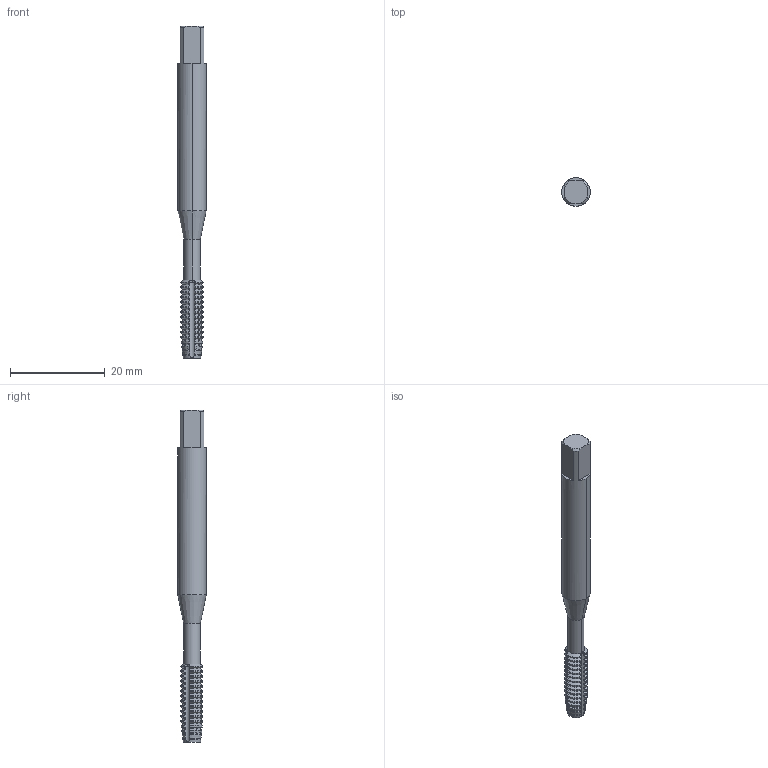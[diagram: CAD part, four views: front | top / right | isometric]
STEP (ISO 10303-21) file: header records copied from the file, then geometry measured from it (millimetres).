
FILE_DESCRIPTION(('no description'),'unknown implementation level');
FILE_NAME('solidLcQcvvcHi_VUtaUHL2G4kWQn5ik_1.STP',' ',('CIM GmbH Aachen'),('CADClick - KiM GmbH - www.kimweb.de'),'unknown preprocess','ACIS','unknown authorization');
FILE_SCHEMA(('automotive_design'));
Length unit declared in the file: millimetre
Products named in the file (2): 1; 2
Bounding box: 6 x 6 x 70 mm (x, y, z)
Volume: 1468.8 mm3; surface area: 1610.1 mm2
Topology: 2 solids, 2 shells, 419 faces, 1175 edges, 760 vertices
Faces by surface type: cone 179, cylinder 145, plane 89, torus 6
Entity records: 28071 total; most frequent: CARTESIAN_POINT 4322, STYLED_ITEM 2356, PRESENTATION_STYLE_ASSIGNMENT 2356, COLOUR_RGB 2356, ORIENTED_EDGE 2350, DIRECTION 2179, EDGE_CURVE 1175, CURVE_STYLE 1175
